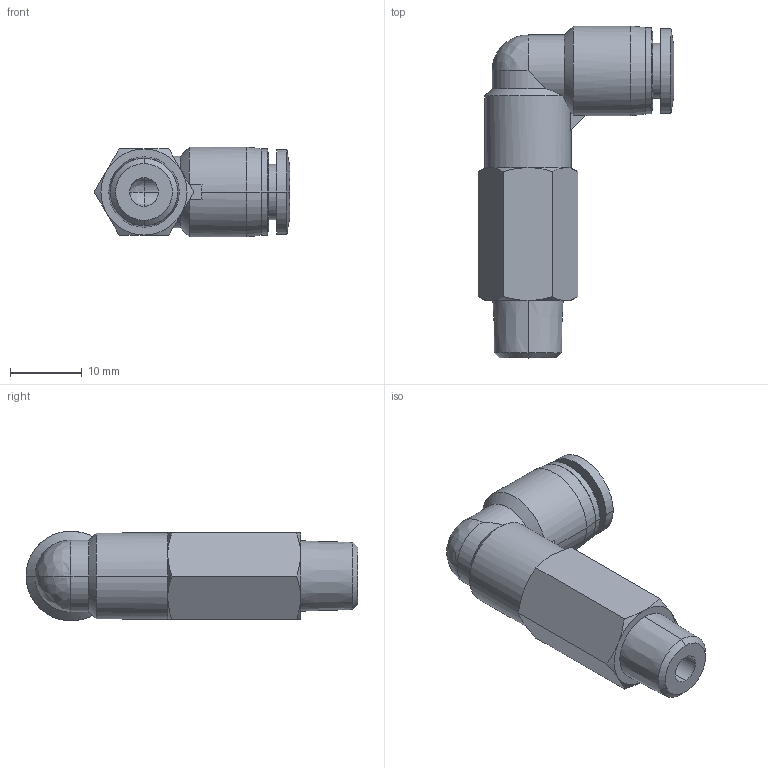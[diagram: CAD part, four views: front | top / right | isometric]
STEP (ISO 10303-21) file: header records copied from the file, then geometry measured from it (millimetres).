
FILE_DESCRIPTION (( 'STEP AP214' ), '1' );
FILE_NAME ('MEL6M-18R.step', '2016-02-24T20:41:54', ( '' ), ( '' ), 'SwSTEP 2.0', 'SolidWorks 2015', '' );
FILE_SCHEMA (( 'AUTOMOTIVE_DESIGN' ));
Length unit declared in the file: inch
Products named in the file (1): MEL6M-18R
Bounding box: 27.23 x 46.25 x 12.5 mm (x, y, z)
Volume: 5279.5 mm3; surface area: 3392.4 mm2
Topology: 1 solids, 1 shells, 66 faces, 154 edges, 91 vertices
Faces by surface type: cone 25, cylinder 19, plane 16, bspline 4, torus 2
Entity records: 2914 total; most frequent: CARTESIAN_POINT 582, DIRECTION 302, ORIENTED_EDGE 300, EDGE_CURVE 150, AXIS2_PLACEMENT_3D 131, VERTEX_POINT 91, EDGE_LOOP 73, LENGTH_MEASURE_WITH_UNIT 69
